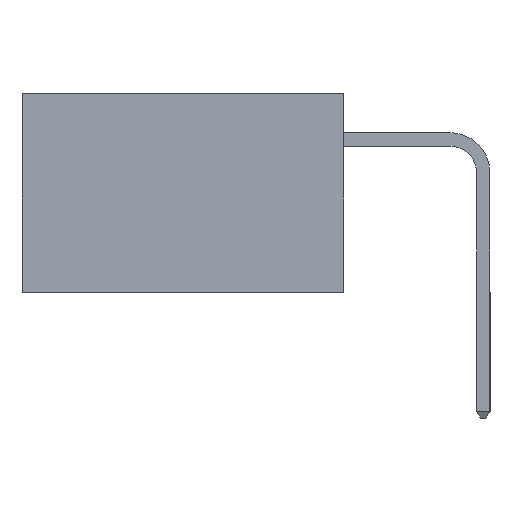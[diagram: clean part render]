
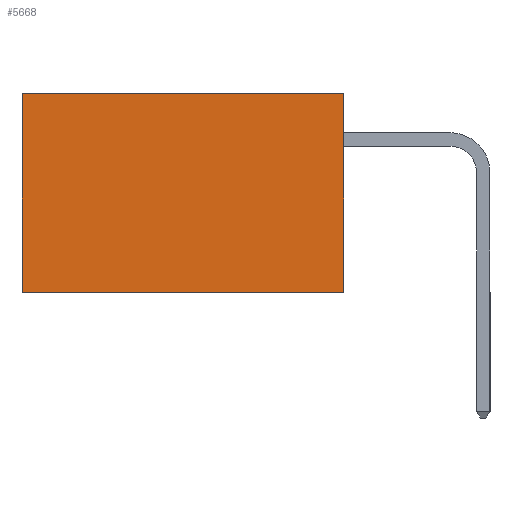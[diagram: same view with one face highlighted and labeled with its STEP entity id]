
A CAD part, left-side view. The second image highlights one B-rep face of the part: STEP entity #5668.
In plain terms, the highlighted planar face has unit normal (-1, 0, 0).
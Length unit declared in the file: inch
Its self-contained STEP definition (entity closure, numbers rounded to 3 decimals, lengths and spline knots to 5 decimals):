
#517 = VERTEX_POINT ( 'NONE', #19868 ) ;
#1096 = LINE ( 'NONE', #21463, #11769 ) ;
#1418 = DIRECTION ( 'NONE',  ( 0., 1., 0. ) ) ;
#1795 = CARTESIAN_POINT ( 'NONE',  ( 0.298, 0.6, 0. ) ) ;
#2139 = EDGE_CURVE ( 'NONE', #517, #4619, #2544, .T. ) ;
#2521 = CARTESIAN_POINT ( 'NONE',  ( 0.298, 0., 0. ) ) ;
#2544 = LINE ( 'NONE', #1795, #23692 ) ;
#2794 = DIRECTION ( 'NONE',  ( 0., 0., -1. ) ) ;
#3389 = ORIENTED_EDGE ( 'NONE', *, *, #12905, .F. ) ;
#4619 = VERTEX_POINT ( 'NONE', #16375 ) ;
#5022 = VECTOR ( 'NONE', #23789, 39.37008 ) ;
#5237 = CARTESIAN_POINT ( 'NONE',  ( 0.298, 0., 0. ) ) ;
#5668 = ADVANCED_FACE ( 'NONE', ( #17323 ), #18324, .F. ) ;
#5990 = ORIENTED_EDGE ( 'NONE', *, *, #2139, .T. ) ;
#10689 = CARTESIAN_POINT ( 'NONE',  ( 0.298, 0., -0.37 ) ) ;
#10904 = AXIS2_PLACEMENT_3D ( 'NONE', #2521, #13264, #2794 ) ;
#11769 = VECTOR ( 'NONE', #13106, 39.37008 ) ;
#11862 = LINE ( 'NONE', #13245, #5022 ) ;
#12905 = EDGE_CURVE ( 'NONE', #26761, #4619, #20040, .T. ) ;
#13106 = DIRECTION ( 'NONE',  ( 0., 0., -1. ) ) ;
#13245 = CARTESIAN_POINT ( 'NONE',  ( 0.298, 0., 0. ) ) ;
#13264 = DIRECTION ( 'NONE',  ( 1., 0., 0. ) ) ;
#14404 = VERTEX_POINT ( 'NONE', #5237 ) ;
#14456 = VECTOR ( 'NONE', #1418, 39.37008 ) ;
#15210 = DIRECTION ( 'NONE',  ( 0., 0., -1. ) ) ;
#16287 = CARTESIAN_POINT ( 'NONE',  ( 0.298, 0., -0.37 ) ) ;
#16375 = CARTESIAN_POINT ( 'NONE',  ( 0.298, 0.6, -0.37 ) ) ;
#17323 = FACE_OUTER_BOUND ( 'NONE', #18802, .T. ) ;
#17693 = EDGE_CURVE ( 'NONE', #14404, #517, #11862, .T. ) ;
#18324 = PLANE ( 'NONE',  #10904 ) ;
#18802 = EDGE_LOOP ( 'NONE', ( #5990, #3389, #19236, #19698 ) ) ;
#19236 = ORIENTED_EDGE ( 'NONE', *, *, #24684, .F. ) ;
#19698 = ORIENTED_EDGE ( 'NONE', *, *, #17693, .T. ) ;
#19868 = CARTESIAN_POINT ( 'NONE',  ( 0.298, 0.6, 0. ) ) ;
#20040 = LINE ( 'NONE', #16287, #14456 ) ;
#21463 = CARTESIAN_POINT ( 'NONE',  ( 0.298, 0., 0. ) ) ;
#23692 = VECTOR ( 'NONE', #15210, 39.37008 ) ;
#23789 = DIRECTION ( 'NONE',  ( 0., 1., 0. ) ) ;
#24684 = EDGE_CURVE ( 'NONE', #14404, #26761, #1096, .T. ) ;
#26761 = VERTEX_POINT ( 'NONE', #10689 ) ;
